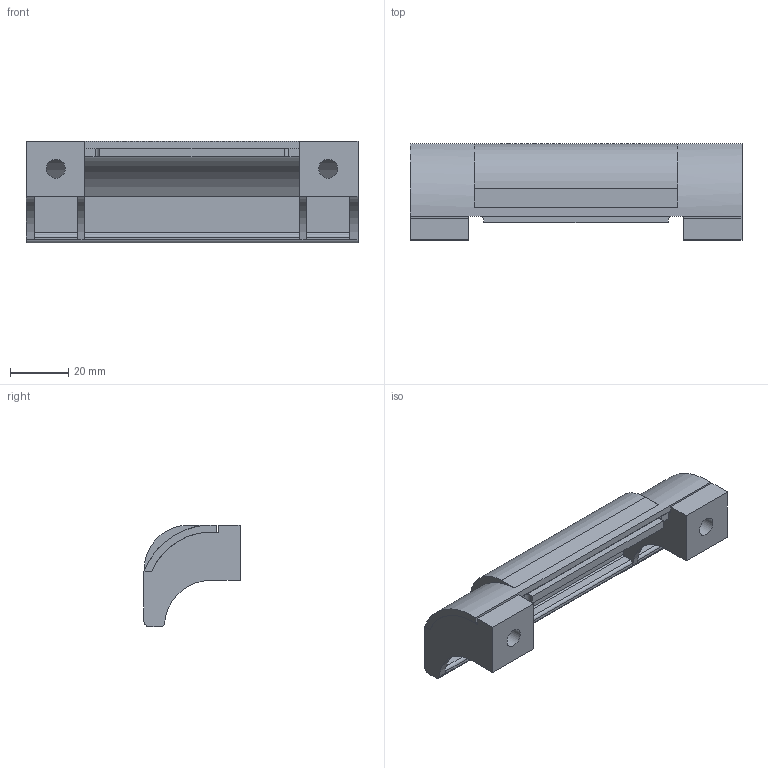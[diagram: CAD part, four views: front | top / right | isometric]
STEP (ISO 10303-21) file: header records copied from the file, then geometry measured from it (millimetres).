
FILE_DESCRIPTION(/* description */ ('Maniglia antinfortunistica'),/* implementation_level */ '2;1');
FILE_NAME(/* name */ 'HABE30.stp',/* time_stamp */ '2022-07-11T16:08:21+02:00',/* author */ ('stefan.nesic'),/* organization */ (''),/* preprocessor_version */ 'ST-DEVELOPER v18.1',/* originating_system */ 'Autodesk Inventor 2021',/* authorisation */ '');
FILE_SCHEMA (('AUTOMOTIVE_DESIGN { 1 0 10303 214 3 1 1 }'));
Length unit declared in the file: millimetre
Products named in the file (1): HABE30
Bounding box: 114 x 33 x 35 mm (x, y, z)
Volume: 36089.8 mm3; surface area: 25263.7 mm2
Topology: 2 solids, 2 shells, 90 faces, 243 edges, 162 vertices
Faces by surface type: plane 67, cylinder 23
Full cylindrical faces by diameter (mm): 6.5 x2
Entity records: 2899 total; most frequent: CARTESIAN_POINT 506, ORIENTED_EDGE 486, DIRECTION 483, EDGE_CURVE 243, LINE 181, VECTOR 181, VERTEX_POINT 162, AXIS2_PLACEMENT_3D 151
